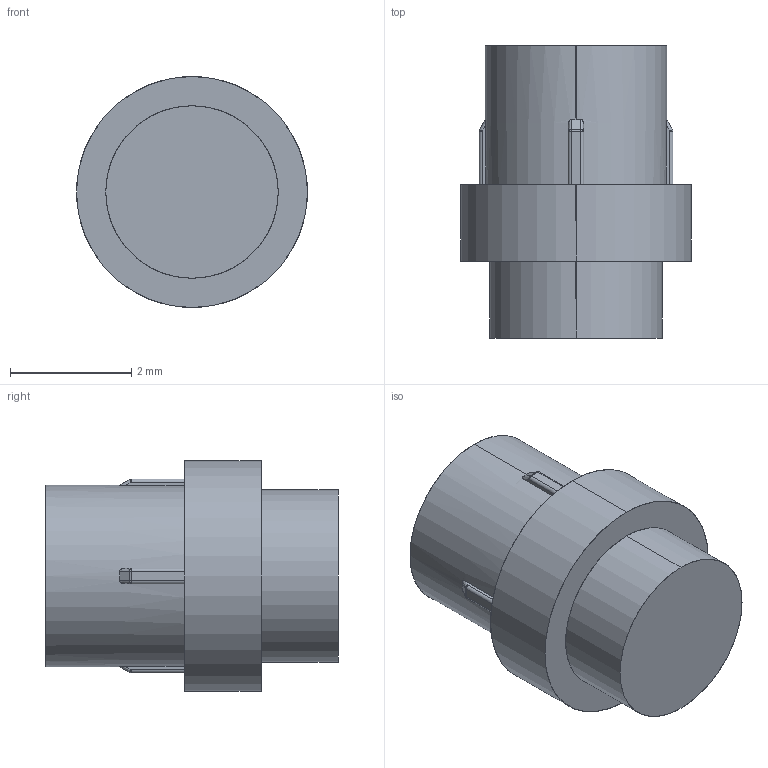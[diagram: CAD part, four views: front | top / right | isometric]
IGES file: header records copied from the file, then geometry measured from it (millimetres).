
Start section: SolidWorks IGES file using analytic representation for surfaces
Global section: file name: PDL3-F3.IGS; native system: SolidWorks 2015; preprocessor: SolidWorks 2015; author: jchiang; date: 150811.164849; units: inch
Bounding box: 3.81 x 4.83 x 3.81 mm (x, y, z)
Surface area: 71.5 mm2 (no closed solid volume)
Topology: 0 solids, 0 shells, 54 faces, 478 edges, 470 vertices
Faces by surface type: revolution 34, bspline 20
